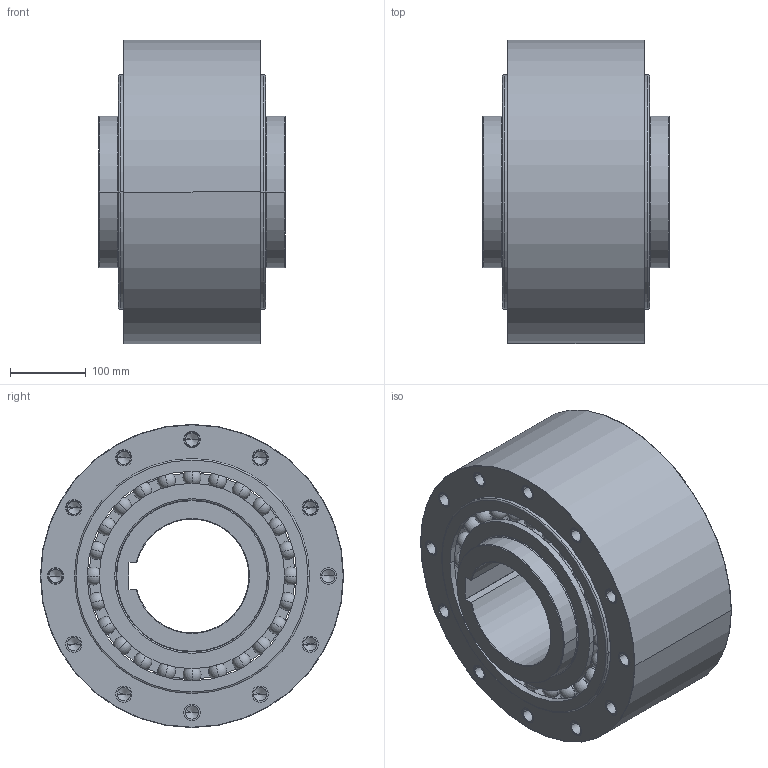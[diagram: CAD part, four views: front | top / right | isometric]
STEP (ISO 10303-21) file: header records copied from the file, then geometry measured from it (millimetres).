
FILE_DESCRIPTION((''),'2;1');
FILE_NAME('FREILAUF_GFR_150_ASM','2025-05-06T11:09:17',('Administrator'),(''),'CREO PARAMETRIC BY PTC INC, 2020184','CREO PARAMETRIC BY PTC INC, 2020184','');
FILE_SCHEMA(('AUTOMOTIVE_DESIGN { 1 0 10303 214 1 1 1 1 }'));
Length unit declared in the file: millimetre
Products named in the file (14): STERN_AL_150_2A_NICO_1; DRUCKBOLZEN_AE30_1; DRUCKFEDER_AE30_5A_1; ANFED_KPL_AE30_6_AE30_5A_ASM_1_ASM; ROLLE_GFR_150_NICO_1; SCHEIBE_GFR_150_NICO_1; DIN625_A16040_AF0_1; DIN625_I16040_AF0_1; DIN625_K34_1; DIN625_16040_HD_ASM_1_ASM; A-RING_GFR_150B_1; DICHTRING_GFR_150_10_1; FREILAUF_GFR_150_NICO_ASM_1_ASM; FREILAUF_GFR_150_ASM
Assembly tree (52 placements, depth 4):
  FREILAUF_GFR_150_ASM
    FREILAUF_GFR_150_NICO_ASM_1_ASM
      STERN_AL_150_2A_NICO_1
      ANFED_KPL_AE30_6_AE30_5A_ASM_1_ASM  x10
        DRUCKBOLZEN_AE30_1
        DRUCKFEDER_AE30_5A_1
      ROLLE_GFR_150_NICO_1  x5
      SCHEIBE_GFR_150_NICO_1  x2
      DIN625_16040_HD_ASM_1_ASM  x2
        DIN625_A16040_AF0_1
        DIN625_I16040_AF0_1
        DIN625_K34_1
      A-RING_GFR_150B_1
      DICHTRING_GFR_150_10_1  x2
Bounding box: 246 x 400 x 400 mm (x, y, z)
Volume: 17304669.6 mm3; surface area: 1795016.2 mm2
Topology: 83 solids, 107 shells, 765 faces, 1953 edges, 1166 vertices
Faces by surface type: cylinder 278, sphere 144, plane 121, cone 114, bspline 60, torus 48
Entity records: 13445 total; most frequent: CARTESIAN_POINT 3597, DIRECTION 2159, ORIENTED_EDGE 1546, AXIS2_PLACEMENT_3D 928, EDGE_CURVE 821, VERTEX_POINT 553, CIRCLE 452, EDGE_LOOP 448
